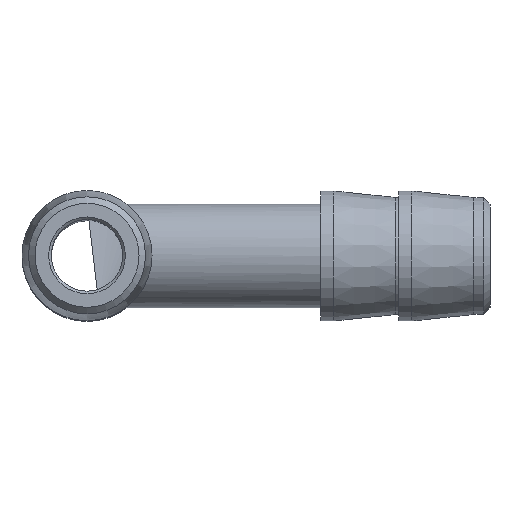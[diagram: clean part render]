
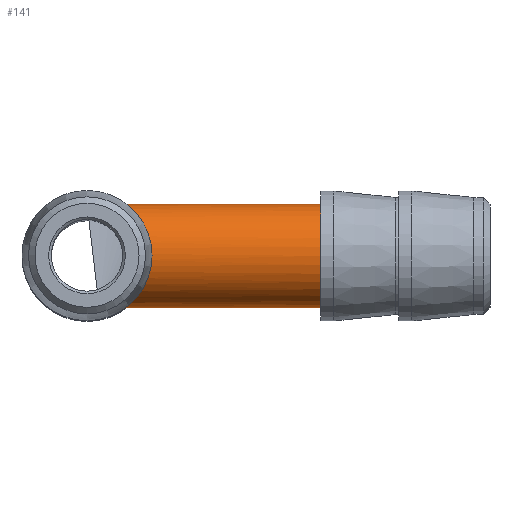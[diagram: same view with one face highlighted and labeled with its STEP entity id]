
A CAD part, top view. The second image highlights one B-rep face of the part: STEP entity #141.
In plain terms, the highlighted cylindrical face has radius 4 mm (diameter 8 mm), a full revolution.
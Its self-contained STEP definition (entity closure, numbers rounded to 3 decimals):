
#105=CARTESIAN_POINT('',(11.,0.,29.));
#106=DIRECTION('',(-1.0,0.,0.0));
#107=DIRECTION('',(0.0,0.0,-1.0));
#108=AXIS2_PLACEMENT_3D('',#105,#106,#107);
#109=CYLINDRICAL_SURFACE('',#108,4.0);
#110=CARTESIAN_POINT('',(17.979,4.,29.));
#111=VERTEX_POINT('',#110);
#112=CARTESIAN_POINT('',(17.979,0.,29.));
#113=DIRECTION('',(-1.0,0.0,0.0));
#114=DIRECTION('',(0.0,0.0,-1.0));
#115=AXIS2_PLACEMENT_3D('',#112,#113,#114);
#116=CIRCLE('',#115,4.0);
#117=EDGE_CURVE('',#111,#111,#116,.T.);
#118=ORIENTED_EDGE('',*,*,#117,.T.);
#119=EDGE_LOOP('',(#118));
#120=FACE_OUTER_BOUND('',#119,.T.);
#121=CARTESIAN_POINT('',(0.,-4.0,29.));
#122=VERTEX_POINT('',#121);
#123=CARTESIAN_POINT('',(0.,4.0,29.));
#124=VERTEX_POINT('',#123);
#125=CARTESIAN_POINT('',(0.,0.,29.));
#126=DIRECTION('',(-0.707,0.,0.707));
#127=DIRECTION('',(-0.707,0.,-0.707));
#128=AXIS2_PLACEMENT_3D('',#125,#126,#127);
#129=ELLIPSE('',#128,5.657,4.);
#130=EDGE_CURVE('',#122,#124,#129,.T.);
#131=ORIENTED_EDGE('',*,*,#130,.F.);
#132=CARTESIAN_POINT('',(0.,0.,29.));
#133=DIRECTION('',(-0.707,0.,-0.707));
#134=DIRECTION('',(0.707,0.,-0.707));
#135=AXIS2_PLACEMENT_3D('',#132,#133,#134);
#136=ELLIPSE('',#135,5.657,4.);
#137=EDGE_CURVE('',#124,#122,#136,.T.);
#138=ORIENTED_EDGE('',*,*,#137,.F.);
#139=EDGE_LOOP('',(#131,#138));
#140=FACE_BOUND('',#139,.T.);
#141=ADVANCED_FACE('',(#120,#140),#109,.T.);
